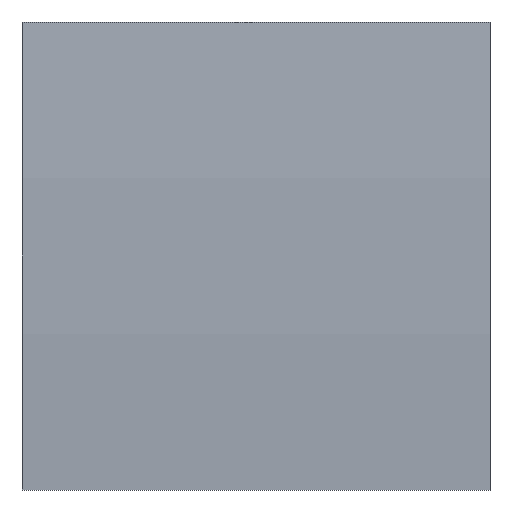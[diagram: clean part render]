
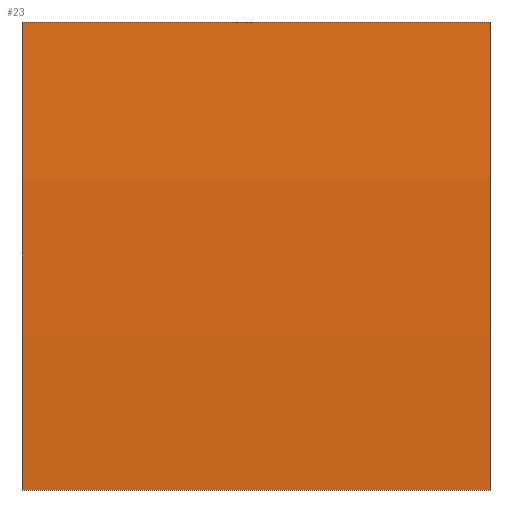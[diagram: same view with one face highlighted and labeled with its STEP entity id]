
A CAD part, left-side view. The second image highlights one B-rep face of the part: STEP entity #23.
In plain terms, the highlighted cylindrical face has radius 68.78 mm (diameter 137.56 mm), a partial arc.
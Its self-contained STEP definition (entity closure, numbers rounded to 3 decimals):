
#4 = ORIENTED_EDGE ( 'NONE', *, *, #149, .F. ) ;
#11 = VERTEX_POINT ( 'NONE', #170 ) ;
#15 = VECTOR ( 'NONE', #57, 1000. ) ;
#21 = EDGE_CURVE ( 'NONE', #84, #11, #64, .T. ) ;
#23 = ADVANCED_FACE ( 'NONE', ( #28 ), #202, .T. ) ;
#26 = CARTESIAN_POINT ( 'NONE',  ( 4.355, 10., 0. ) ) ;
#28 = FACE_OUTER_BOUND ( 'NONE', #168, .T. ) ;
#42 = LINE ( 'NONE', #177, #60 ) ;
#44 = DIRECTION ( 'NONE',  ( 0., 0., -1. ) ) ;
#49 = CARTESIAN_POINT ( 'NONE',  ( -64.243, 10., -5. ) ) ;
#52 = LINE ( 'NONE', #125, #15 ) ;
#57 = DIRECTION ( 'NONE',  ( 0., -1., 0. ) ) ;
#60 = VECTOR ( 'NONE', #93, 1000. ) ;
#62 = VERTEX_POINT ( 'NONE', #139 ) ;
#64 = CIRCLE ( 'NONE', #178, 68.78 ) ;
#72 = AXIS2_PLACEMENT_3D ( 'NONE', #26, #166, #161 ) ;
#84 = VERTEX_POINT ( 'NONE', #201 ) ;
#85 = DIRECTION ( 'NONE',  ( 0., 0., 1. ) ) ;
#87 = DIRECTION ( 'NONE',  ( 0., -1., 0. ) ) ;
#93 = DIRECTION ( 'NONE',  ( 0., -1., 0. ) ) ;
#106 = CIRCLE ( 'NONE', #72, 68.78 ) ;
#110 = ORIENTED_EDGE ( 'NONE', *, *, #112, .T. ) ;
#112 = EDGE_CURVE ( 'NONE', #117, #84, #52, .T. ) ;
#117 = VERTEX_POINT ( 'NONE', #49 ) ;
#122 = CARTESIAN_POINT ( 'NONE',  ( 4.355, 10., 0. ) ) ;
#124 = CARTESIAN_POINT ( 'NONE',  ( 4.355, 0., 0. ) ) ;
#125 = CARTESIAN_POINT ( 'NONE',  ( -64.243, 10., -5. ) ) ;
#135 = DIRECTION ( 'NONE',  ( 0., 1., 0. ) ) ;
#139 = CARTESIAN_POINT ( 'NONE',  ( -64.243, 10., 5. ) ) ;
#145 = AXIS2_PLACEMENT_3D ( 'NONE', #122, #87, #44 ) ;
#149 = EDGE_CURVE ( 'NONE', #62, #11, #42, .T. ) ;
#161 = DIRECTION ( 'NONE',  ( 0., 0., 1. ) ) ;
#166 = DIRECTION ( 'NONE',  ( 0., 1., 0. ) ) ;
#168 = EDGE_LOOP ( 'NONE', ( #197, #4, #171, #110 ) ) ;
#170 = CARTESIAN_POINT ( 'NONE',  ( -64.243, 0., 5. ) ) ;
#171 = ORIENTED_EDGE ( 'NONE', *, *, #195, .F. ) ;
#177 = CARTESIAN_POINT ( 'NONE',  ( -64.243, 10., 5. ) ) ;
#178 = AXIS2_PLACEMENT_3D ( 'NONE', #124, #135, #85 ) ;
#195 = EDGE_CURVE ( 'NONE', #117, #62, #106, .T. ) ;
#197 = ORIENTED_EDGE ( 'NONE', *, *, #21, .T. ) ;
#201 = CARTESIAN_POINT ( 'NONE',  ( -64.243, 0., -5. ) ) ;
#202 = CYLINDRICAL_SURFACE ( 'NONE', #145, 68.78 ) ;
